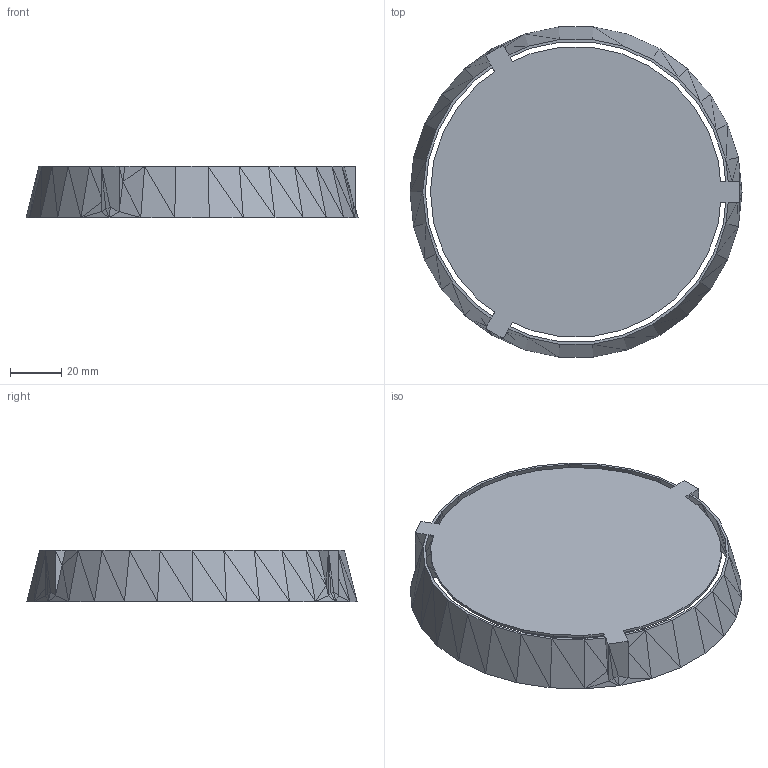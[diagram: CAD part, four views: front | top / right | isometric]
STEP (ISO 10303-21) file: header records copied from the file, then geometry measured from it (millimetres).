
FILE_DESCRIPTION(('FreeCAD Model'),'2;1');
FILE_NAME('radiationsheildv3t.step','2018-11-05T14:28:18',( 'Author'),(''),'Open CASCADE STEP processor 7.2','FreeCAD','Unknown' );
FILE_SCHEMA(('AUTOMOTIVE_DESIGN { 1 0 10303 214 1 1 1 1 }'));
Length unit declared in the file: millimetre
Products named in the file (1): Solid
Bounding box: 130 x 129.29 x 20 mm (x, y, z)
Volume: 23974.6 mm3; surface area: 39185 mm2
Topology: 1 solids, 1 shells, 218 faces, 455 edges, 237 vertices
Faces by surface type: plane 218
Entity records: 11030 total; most frequent: CARTESIAN_POINT 2146, DIRECTION 1478, LINE 1040, VECTOR 1040, ORIENTED_EDGE 910, PCURVE 910, DEFINITIONAL_REPRESENTATION 910, EDGE_CURVE 455
